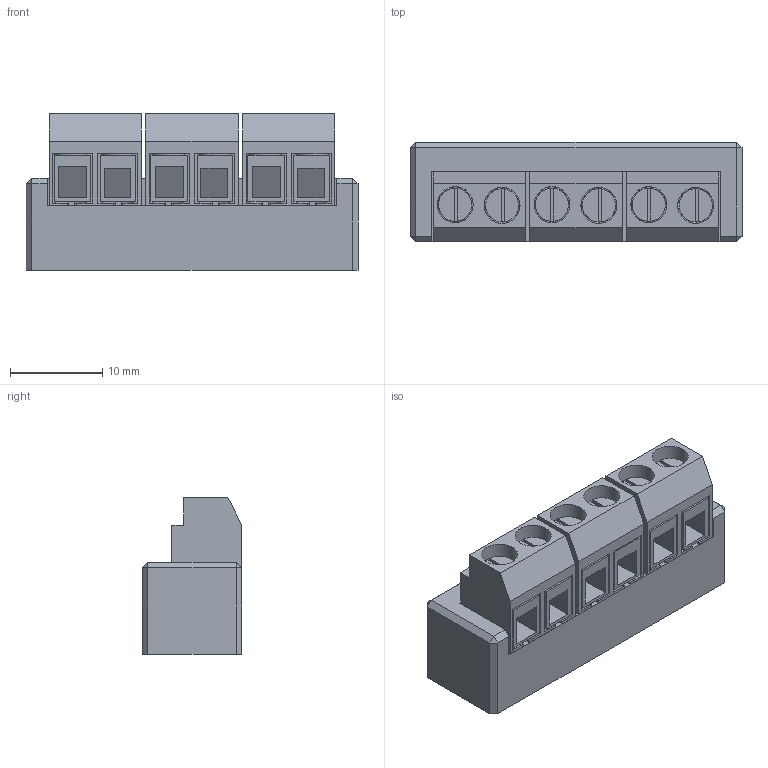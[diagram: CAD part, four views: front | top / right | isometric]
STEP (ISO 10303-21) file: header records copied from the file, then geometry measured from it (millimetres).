
FILE_DESCRIPTION(('FreeCAD Model'),'2;1');
FILE_NAME( 'Compound002.step', '2020-03-28T12:38:57',('kicad StepUp'),('ksu MCAD'), 'Open CASCADE STEP processor 7.2','FreeCAD','Unknown');
FILE_SCHEMA(('CONFIG_CONTROL_DESIGN','SHAPE_APPEARANCE_LAYER_MIM'));
Length unit declared in the file: millimetre
Products named in the file (1): Compound002
Bounding box: 36 x 10.8 x 17 mm (x, y, z)
Volume: 4000.9 mm3; surface area: 6023.9 mm2
Topology: 10 solids, 10 shells, 308 faces, 816 edges, 540 vertices
Faces by surface type: plane 296, cylinder 12
Full cylindrical faces by diameter (mm): 3.6 x6, 3.9 x6
Entity records: 11650 total; most frequent: CARTESIAN_POINT 1665, ORIENTED_EDGE 1632, DIRECTION 1500, EDGE_CURVE 816, LINE 750, VECTOR 750, VERTEX_POINT 540, AXIS2_PLACEMENT_3D 375
